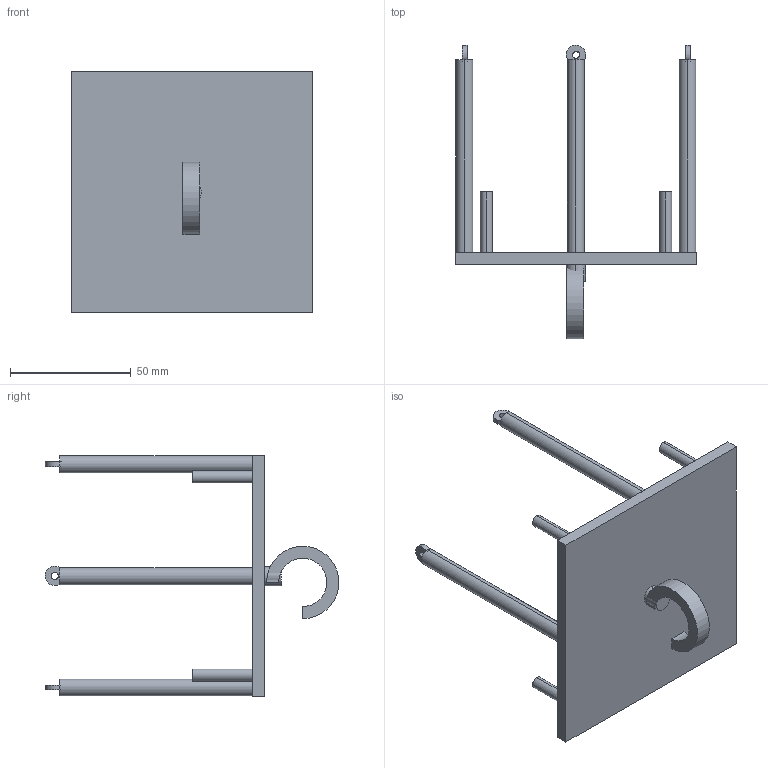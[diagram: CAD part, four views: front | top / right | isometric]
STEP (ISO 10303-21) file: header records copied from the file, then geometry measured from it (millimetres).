
FILE_DESCRIPTION (( 'STEP AP203' ), '1' );
FILE_NAME ('podstfinal2025.STEP', '2025-11-25T10:27:43', ( '' ), ( '' ), 'SwSTEP 2.0', 'SolidWorks 2025', '' );
FILE_SCHEMA (( 'CONFIG_CONTROL_DESIGN' ));
Length unit declared in the file: millimetre
Products named in the file (7): smaller; stolbbig2025; podstfinal2025; ushko2025; pipka2025; kryk2025; podst2025
Assembly tree (15 placements, depth 2):
  podstfinal2025
    podst2025
    stolbbig2025  x4
    ushko2025  x4
    smaller  x4
    pipka2025
    kryk2025
Bounding box: 100 x 121.93 x 100 mm (x, y, z)
Volume: 66999.2 mm3; surface area: 33672 mm2
Topology: 15 solids, 15 shells, 80 faces, 150 edges, 100 vertices
Faces by surface type: cylinder 44, plane 36
Entity records: 1849 total; most frequent: DIRECTION 188, CARTESIAN_POINT 150, ORIENTED_EDGE 120, AXIS2_PLACEMENT_3D 78, PERSON_AND_ORGANIZATION 71, CALENDAR_DATE 65, LOCAL_TIME 65, DATE_AND_TIME 65
